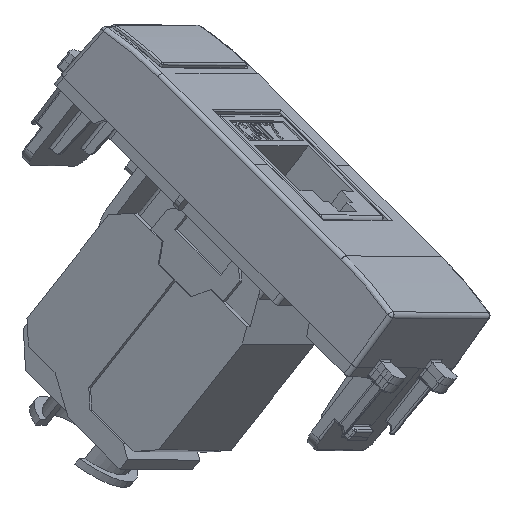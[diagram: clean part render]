
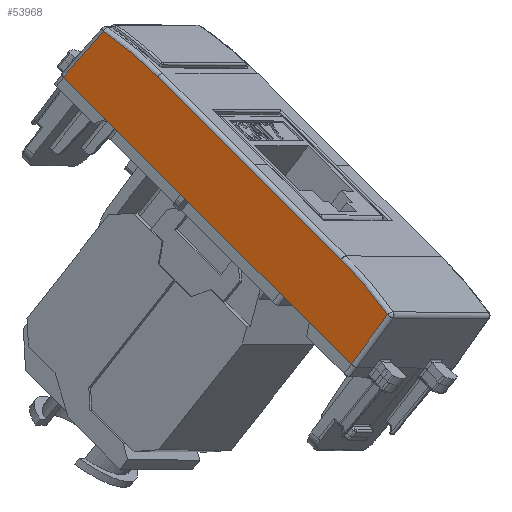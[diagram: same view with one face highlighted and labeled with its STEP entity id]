
A CAD part, isometric view. The second image highlights one B-rep face of the part: STEP entity #53968.
In plain terms, the highlighted face is planar.
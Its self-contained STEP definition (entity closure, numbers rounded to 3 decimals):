
#53913=CARTESIAN_POINT('Axis2P3D Location',(0.,11.175,1.275)) ;
#53919=CARTESIAN_POINT('Control Point',(-21.95,11.175,1.275)) ;
#53920=CARTESIAN_POINT('Control Point',(-21.669,11.063,7.713)) ;
#53921=CARTESIAN_POINT('Vertex',(-21.669,11.063,7.713)) ;
#53923=CARTESIAN_POINT('Vertex',(-21.95,11.175,1.275)) ;
#53927=CARTESIAN_POINT('Control Point',(-13.969,11.051,8.384)) ;
#53928=CARTESIAN_POINT('Control Point',(-16.549,11.051,8.384)) ;
#53929=CARTESIAN_POINT('Control Point',(-19.128,11.055,8.159)) ;
#53930=CARTESIAN_POINT('Control Point',(-21.669,11.063,7.713)) ;
#53931=CARTESIAN_POINT('Vertex',(-13.969,11.051,8.384)) ;
#53934=CARTESIAN_POINT('Line Origine',(0.,11.051,8.384)) ;
#53938=CARTESIAN_POINT('Vertex',(13.969,11.051,8.384)) ;
#53942=CARTESIAN_POINT('Control Point',(21.669,11.063,7.713)) ;
#53943=CARTESIAN_POINT('Control Point',(19.128,11.055,8.159)) ;
#53944=CARTESIAN_POINT('Control Point',(16.549,11.051,8.384)) ;
#53945=CARTESIAN_POINT('Control Point',(13.969,11.051,8.384)) ;
#53946=CARTESIAN_POINT('Vertex',(21.669,11.063,7.713)) ;
#53950=CARTESIAN_POINT('Control Point',(21.95,11.175,1.275)) ;
#53951=CARTESIAN_POINT('Control Point',(21.669,11.063,7.713)) ;
#53952=CARTESIAN_POINT('Vertex',(21.95,11.175,1.275)) ;
#53955=CARTESIAN_POINT('Line Origine',(0.,11.175,1.275)) ;
#53914=DIRECTION('Axis2P3D Direction',(0.,-1.,-0.017)) ;
#53915=DIRECTION('Axis2P3D XDirection',(-1.,0.,0.)) ;
#53935=DIRECTION('Vector Direction',(-1.,0.,0.)) ;
#53956=DIRECTION('Vector Direction',(-1.,0.,0.)) ;
#53916=AXIS2_PLACEMENT_3D('Plane Axis2P3D',#53913,#53914,#53915) ;
#53961=ORIENTED_EDGE('',*,*,#53925,.F.) ;
#53962=ORIENTED_EDGE('',*,*,#53933,.F.) ;
#53963=ORIENTED_EDGE('',*,*,#53940,.F.) ;
#53964=ORIENTED_EDGE('',*,*,#53948,.F.) ;
#53965=ORIENTED_EDGE('',*,*,#53954,.F.) ;
#53966=ORIENTED_EDGE('',*,*,#53959,.F.) ;
#53936=VECTOR('Line Direction',#53935,1.) ;
#53957=VECTOR('Line Direction',#53956,1.) ;
#53968=ADVANCED_FACE('PartBody',(#53967),#53917,.F.) ;
#53918=B_SPLINE_CURVE_WITH_KNOTS('',1,(#53919,#53920),.UNSPECIFIED.,.F.,.U.,(2,2),(-3.889,2.556),.UNSPECIFIED.) ;
#53926=B_SPLINE_CURVE_WITH_KNOTS('',3,(#53927,#53928,#53929,#53930),.UNSPECIFIED.,.F.,.U.,(4,4),(40.16,51.166),.UNSPECIFIED.) ;
#53941=B_SPLINE_CURVE_WITH_KNOTS('',3,(#53942,#53943,#53944,#53945),.UNSPECIFIED.,.F.,.U.,(4,4),(14.513,25.518),.UNSPECIFIED.) ;
#53949=B_SPLINE_CURVE_WITH_KNOTS('',1,(#53950,#53951),.UNSPECIFIED.,.F.,.U.,(2,2),(-3.889,2.556),.UNSPECIFIED.) ;
#53925=EDGE_CURVE('',#53922,#53924,#53918,.F.) ;
#53933=EDGE_CURVE('',#53932,#53922,#53926,.T.) ;
#53940=EDGE_CURVE('',#53939,#53932,#53937,.T.) ;
#53948=EDGE_CURVE('',#53947,#53939,#53941,.T.) ;
#53954=EDGE_CURVE('',#53953,#53947,#53949,.T.) ;
#53959=EDGE_CURVE('',#53924,#53953,#53958,.F.) ;
#53960=EDGE_LOOP('',(#53961,#53962,#53963,#53964,#53965,#53966)) ;
#53967=FACE_OUTER_BOUND('',#53960,.T.) ;
#53937=LINE('Line',#53934,#53936) ;
#53958=LINE('Line',#53955,#53957) ;
#53917=PLANE('',#53916) ;
#53922=VERTEX_POINT('',#53921) ;
#53924=VERTEX_POINT('',#53923) ;
#53932=VERTEX_POINT('',#53931) ;
#53939=VERTEX_POINT('',#53938) ;
#53947=VERTEX_POINT('',#53946) ;
#53953=VERTEX_POINT('',#53952) ;
